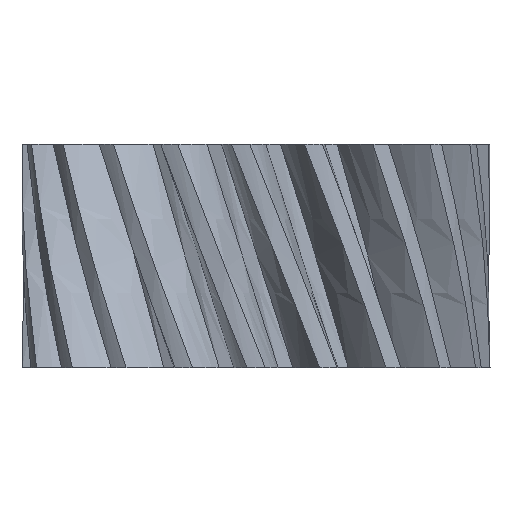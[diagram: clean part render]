
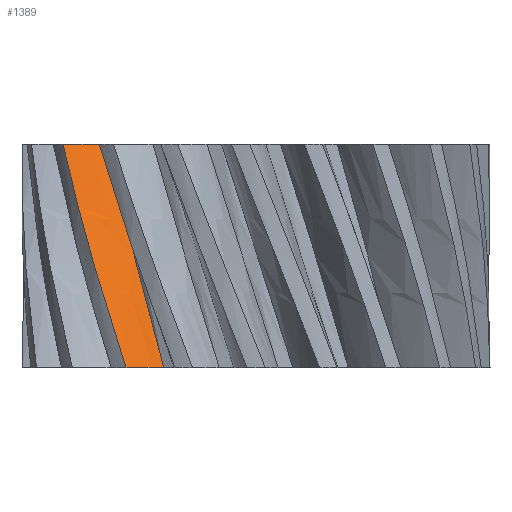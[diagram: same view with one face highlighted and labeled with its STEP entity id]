
A CAD part, left-side view. The second image highlights one B-rep face of the part: STEP entity #1389.
In plain terms, the highlighted free-form (B-spline) face has degree [3, 3] with [4, 4] control points.
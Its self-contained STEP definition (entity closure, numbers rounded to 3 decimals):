
#85=FACE_OUTER_BOUND('',#167,.T.);
#167=EDGE_LOOP('',(#873,#874,#875,#876));
#262=B_SPLINE_CURVE_WITH_KNOTS('',3,(#1893,#1894,#1895,#1896),
 .UNSPECIFIED.,.F.,.F.,(4,4),(0.,0.38),.UNSPECIFIED.);
#268=B_SPLINE_CURVE_WITH_KNOTS('',3,(#1953,#1954,#1955,#1956),
 .UNSPECIFIED.,.F.,.F.,(4,4),(0.,0.216),.UNSPECIFIED.);
#269=B_SPLINE_CURVE_WITH_KNOTS('',3,(#1958,#1959,#1960,#1961),
 .UNSPECIFIED.,.F.,.F.,(4,4),(0.,0.38),.UNSPECIFIED.);
#270=B_SPLINE_CURVE_WITH_KNOTS('',3,(#1962,#1963,#1964,#1965),
 .UNSPECIFIED.,.F.,.F.,(4,4),(0.,0.294),.UNSPECIFIED.);
#457=VERTEX_POINT('',#1884);
#459=VERTEX_POINT('',#1892);
#463=VERTEX_POINT('',#1952);
#464=VERTEX_POINT('',#1957);
#622=EDGE_CURVE('',#459,#457,#262,.T.);
#628=EDGE_CURVE('',#463,#457,#268,.T.);
#629=EDGE_CURVE('',#464,#463,#269,.T.);
#630=EDGE_CURVE('',#459,#464,#270,.T.);
#873=ORIENTED_EDGE('',*,*,#628,.F.);
#874=ORIENTED_EDGE('',*,*,#629,.F.);
#875=ORIENTED_EDGE('',*,*,#630,.F.);
#876=ORIENTED_EDGE('',*,*,#622,.T.);
#1329=B_SPLINE_SURFACE_WITH_KNOTS('',3,3,((#1936,#1937,#1938,#1939),(#1940,
#1941,#1942,#1943),(#1944,#1945,#1946,#1947),(#1948,#1949,#1950,#1951)),
 .UNSPECIFIED.,.F.,.F.,.F.,(4,4),(4,4),(0.,0.294),(0.,0.38),
 .UNSPECIFIED.);
#1389=ADVANCED_FACE('',(#85),#1329,.F.);
#1884=CARTESIAN_POINT('',(-5.317,6.571,10.));
#1892=CARTESIAN_POINT('',(-7.375,4.13,0.));
#1893=CARTESIAN_POINT('Ctrl Pts',(-7.375,4.13,0.));
#1894=CARTESIAN_POINT('Ctrl Pts',(-6.852,5.064,3.333));
#1895=CARTESIAN_POINT('Ctrl Pts',(-6.149,5.898,6.667));
#1896=CARTESIAN_POINT('Ctrl Pts',(-5.317,6.571,10.));
#1936=CARTESIAN_POINT('Ctrl Pts',(-7.375,4.13,0.));
#1937=CARTESIAN_POINT('Ctrl Pts',(-6.852,5.064,3.333));
#1938=CARTESIAN_POINT('Ctrl Pts',(-6.149,5.898,6.667));
#1939=CARTESIAN_POINT('Ctrl Pts',(-5.317,6.571,10.));
#1940=CARTESIAN_POINT('Ctrl Pts',(-7.9,4.624,0.));
#1941=CARTESIAN_POINT('Ctrl Pts',(-7.314,5.625,3.333));
#1942=CARTESIAN_POINT('Ctrl Pts',(-6.536,6.513,6.667));
#1943=CARTESIAN_POINT('Ctrl Pts',(-5.621,7.225,10.));
#1944=CARTESIAN_POINT('Ctrl Pts',(-8.352,5.196,0.));
#1945=CARTESIAN_POINT('Ctrl Pts',(-7.694,6.254,3.333));
#1946=CARTESIAN_POINT('Ctrl Pts',(-6.833,7.185,6.667));
#1947=CARTESIAN_POINT('Ctrl Pts',(-5.829,7.923,10.));
#1948=CARTESIAN_POINT('Ctrl Pts',(-8.712,5.821,0.));
#1949=CARTESIAN_POINT('Ctrl Pts',(-7.974,6.925,3.333));
#1950=CARTESIAN_POINT('Ctrl Pts',(-7.025,7.886,6.667));
#1951=CARTESIAN_POINT('Ctrl Pts',(-5.931,8.637,10.));
#1952=CARTESIAN_POINT('',(-5.931,8.637,10.));
#1953=CARTESIAN_POINT('Ctrl Pts',(-5.931,8.637,10.));
#1954=CARTESIAN_POINT('Ctrl Pts',(-5.829,7.923,10.));
#1955=CARTESIAN_POINT('Ctrl Pts',(-5.621,7.225,10.));
#1956=CARTESIAN_POINT('Ctrl Pts',(-5.317,6.571,10.));
#1957=CARTESIAN_POINT('',(-8.712,5.821,0.));
#1958=CARTESIAN_POINT('Ctrl Pts',(-8.712,5.821,0.));
#1959=CARTESIAN_POINT('Ctrl Pts',(-7.974,6.925,3.333));
#1960=CARTESIAN_POINT('Ctrl Pts',(-7.025,7.886,6.667));
#1961=CARTESIAN_POINT('Ctrl Pts',(-5.931,8.637,10.));
#1962=CARTESIAN_POINT('Ctrl Pts',(-7.375,4.13,0.));
#1963=CARTESIAN_POINT('Ctrl Pts',(-7.9,4.624,0.));
#1964=CARTESIAN_POINT('Ctrl Pts',(-8.352,5.196,0.));
#1965=CARTESIAN_POINT('Ctrl Pts',(-8.712,5.821,0.));
